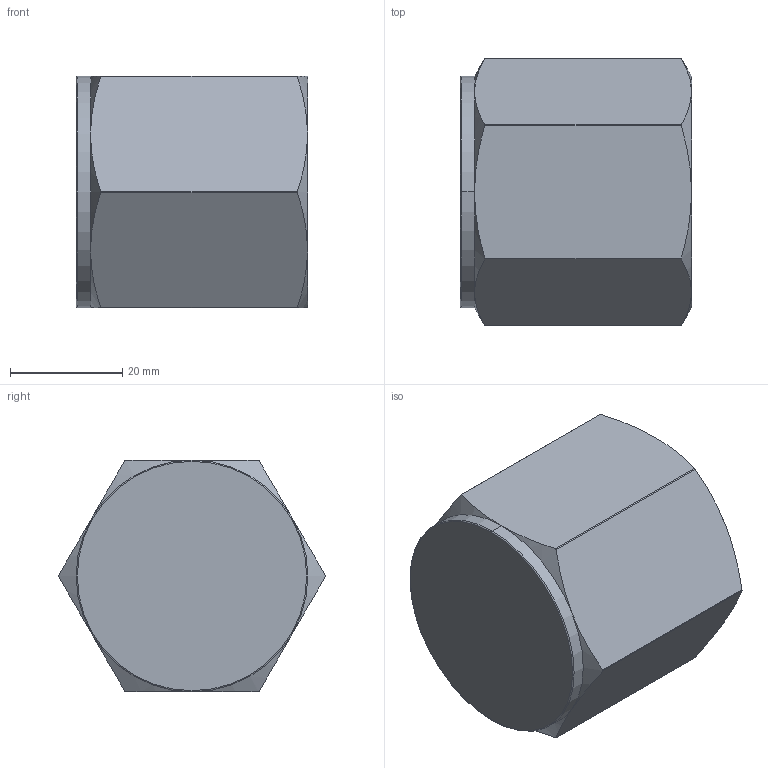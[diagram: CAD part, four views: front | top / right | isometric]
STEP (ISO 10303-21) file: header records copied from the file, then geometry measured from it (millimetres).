
FILE_DESCRIPTION((''),'2;1');
FILE_NAME('PIPE_CAP_H_SCA','2025-07-08T08:32:08',('Administrator'),(''),'CREO PARAMETRIC BY PTC INC, 2020414','CREO PARAMETRIC BY PTC INC, 2020414','');
FILE_SCHEMA(('AUTOMOTIVE_DESIGN { 1 0 10303 214 1 1 1 1 }'));
Length unit declared in the file: millimetre
Products named in the file (1): PIPE_CAP_H_SCA
Bounding box: 41.1 x 47.51 x 41.2 mm (x, y, z)
Volume: 43387 mm3; surface area: 11730.4 mm2
Topology: 1 solids, 1 shells, 56 faces, 145 edges, 99 vertices
Faces by surface type: cone 29, cylinder 10, plane 9, bspline 6, torus 2
Entity records: 4438 total; most frequent: CARTESIAN_POINT 3056, ORIENTED_EDGE 276, DIRECTION 193, EDGE_CURVE 138, COLOUR_RGB 116, VERTEX_POINT 85, B_SPLINE_CURVE_WITH_KNOTS 76, AXIS2_PLACEMENT_3D 75
